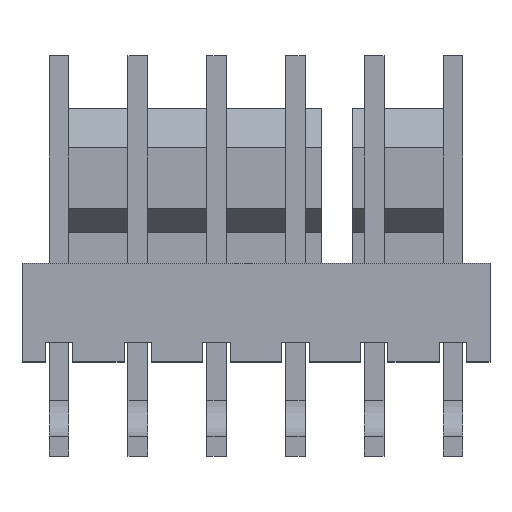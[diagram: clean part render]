
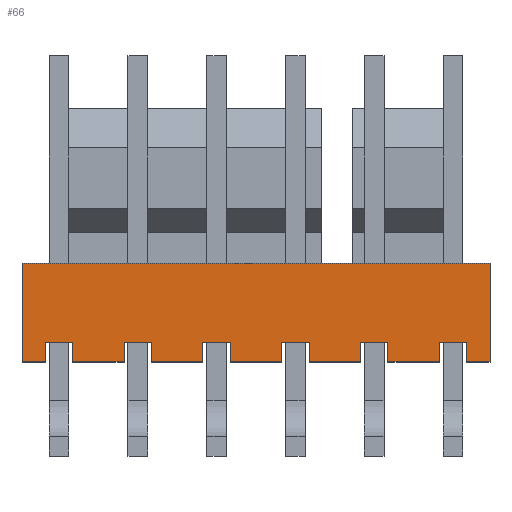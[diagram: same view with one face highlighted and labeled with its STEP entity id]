
A CAD part, top view. The second image highlights one B-rep face of the part: STEP entity #66.
In plain terms, the highlighted planar face has unit normal (0, 0, 1).
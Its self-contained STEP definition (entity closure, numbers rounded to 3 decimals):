
#66=ADVANCED_FACE('',(#219),#220,.T.);
#219=FACE_OUTER_BOUND('',#521,.T.);
#220=PLANE('',#522);
#521=EDGE_LOOP('',(#831,#832,#833,#834,#835,#836,#837,#838,#839,#840,#841,#842,#843,#844,#845,#846,#847,#848,#849,#850,#851,#852,#853,#854,#855,#856,#857,#858));
#522=AXIS2_PLACEMENT_3D('',#859,#860,#861);
#831=ORIENTED_EDGE('',*,*,#1986,.F.);
#832=ORIENTED_EDGE('',*,*,#1987,.F.);
#833=ORIENTED_EDGE('',*,*,#1988,.T.);
#834=ORIENTED_EDGE('',*,*,#1989,.F.);
#835=ORIENTED_EDGE('',*,*,#1990,.F.);
#836=ORIENTED_EDGE('',*,*,#1981,.T.);
#837=ORIENTED_EDGE('',*,*,#1991,.T.);
#838=ORIENTED_EDGE('',*,*,#1992,.T.);
#839=ORIENTED_EDGE('',*,*,#1993,.F.);
#840=ORIENTED_EDGE('',*,*,#1994,.F.);
#841=ORIENTED_EDGE('',*,*,#1995,.T.);
#842=ORIENTED_EDGE('',*,*,#1996,.T.);
#843=ORIENTED_EDGE('',*,*,#1997,.F.);
#844=ORIENTED_EDGE('',*,*,#1998,.F.);
#845=ORIENTED_EDGE('',*,*,#1999,.T.);
#846=ORIENTED_EDGE('',*,*,#2000,.T.);
#847=ORIENTED_EDGE('',*,*,#2001,.F.);
#848=ORIENTED_EDGE('',*,*,#2002,.F.);
#849=ORIENTED_EDGE('',*,*,#2003,.T.);
#850=ORIENTED_EDGE('',*,*,#2004,.T.);
#851=ORIENTED_EDGE('',*,*,#2005,.F.);
#852=ORIENTED_EDGE('',*,*,#2006,.F.);
#853=ORIENTED_EDGE('',*,*,#2007,.T.);
#854=ORIENTED_EDGE('',*,*,#2008,.T.);
#855=ORIENTED_EDGE('',*,*,#2009,.F.);
#856=ORIENTED_EDGE('',*,*,#2010,.F.);
#857=ORIENTED_EDGE('',*,*,#2011,.T.);
#858=ORIENTED_EDGE('',*,*,#2012,.T.);
#859=CARTESIAN_POINT('',(-7.544,1.588,3.175));
#860=DIRECTION('',(0.0,0.0,1.0));
#861=DIRECTION('',(1.0,0.0,0.0));
#1981=EDGE_CURVE('',#2381,#2385,#2387,.T.);
#1986=EDGE_CURVE('',#2396,#2397,#2398,.T.);
#1987=EDGE_CURVE('',#2399,#2396,#2400,.T.);
#1988=EDGE_CURVE('',#2399,#2401,#2402,.T.);
#1989=EDGE_CURVE('',#2403,#2401,#2404,.T.);
#1990=EDGE_CURVE('',#2381,#2403,#2405,.T.);
#1991=EDGE_CURVE('',#2385,#2406,#2407,.T.);
#1992=EDGE_CURVE('',#2406,#2408,#2409,.T.);
#1993=EDGE_CURVE('',#2410,#2408,#2411,.T.);
#1994=EDGE_CURVE('',#2412,#2410,#2413,.T.);
#1995=EDGE_CURVE('',#2412,#2414,#2415,.T.);
#1996=EDGE_CURVE('',#2414,#2416,#2417,.T.);
#1997=EDGE_CURVE('',#2418,#2416,#2419,.T.);
#1998=EDGE_CURVE('',#2420,#2418,#2421,.T.);
#1999=EDGE_CURVE('',#2420,#2422,#2423,.T.);
#2000=EDGE_CURVE('',#2422,#2424,#2425,.T.);
#2001=EDGE_CURVE('',#2426,#2424,#2427,.T.);
#2002=EDGE_CURVE('',#2428,#2426,#2429,.T.);
#2003=EDGE_CURVE('',#2428,#2430,#2431,.T.);
#2004=EDGE_CURVE('',#2430,#2432,#2433,.T.);
#2005=EDGE_CURVE('',#2434,#2432,#2435,.T.);
#2006=EDGE_CURVE('',#2436,#2434,#2437,.T.);
#2007=EDGE_CURVE('',#2436,#2438,#2439,.T.);
#2008=EDGE_CURVE('',#2438,#2440,#2441,.T.);
#2009=EDGE_CURVE('',#2442,#2440,#2443,.T.);
#2010=EDGE_CURVE('',#2444,#2442,#2445,.T.);
#2011=EDGE_CURVE('',#2444,#2446,#2447,.T.);
#2012=EDGE_CURVE('',#2446,#2397,#2448,.T.);
#2381=VERTEX_POINT('',#2991);
#2385=VERTEX_POINT('',#2997);
#2387=LINE('',#3000,#3001);
#2396=VERTEX_POINT('',#3014);
#2397=VERTEX_POINT('',#3015);
#2398=LINE('',#3016,#3017);
#2399=VERTEX_POINT('',#3018);
#2400=LINE('',#3019,#3020);
#2401=VERTEX_POINT('',#3021);
#2402=LINE('',#3022,#3023);
#2403=VERTEX_POINT('',#3024);
#2404=LINE('',#3025,#3026);
#2405=LINE('',#3027,#3028);
#2406=VERTEX_POINT('',#3029);
#2407=LINE('',#3030,#3031);
#2408=VERTEX_POINT('',#3032);
#2409=LINE('',#3033,#3034);
#2410=VERTEX_POINT('',#3035);
#2411=LINE('',#3036,#3037);
#2412=VERTEX_POINT('',#3038);
#2413=LINE('',#3039,#3040);
#2414=VERTEX_POINT('',#3041);
#2415=LINE('',#3042,#3043);
#2416=VERTEX_POINT('',#3044);
#2417=LINE('',#3045,#3046);
#2418=VERTEX_POINT('',#3047);
#2419=LINE('',#3048,#3049);
#2420=VERTEX_POINT('',#3050);
#2421=LINE('',#3051,#3052);
#2422=VERTEX_POINT('',#3053);
#2423=LINE('',#3054,#3055);
#2424=VERTEX_POINT('',#3056);
#2425=LINE('',#3057,#3058);
#2426=VERTEX_POINT('',#3059);
#2427=LINE('',#3060,#3061);
#2428=VERTEX_POINT('',#3062);
#2429=LINE('',#3063,#3064);
#2430=VERTEX_POINT('',#3065);
#2431=LINE('',#3066,#3067);
#2432=VERTEX_POINT('',#3068);
#2433=LINE('',#3069,#3070);
#2434=VERTEX_POINT('',#3071);
#2435=LINE('',#3072,#3073);
#2436=VERTEX_POINT('',#3074);
#2437=LINE('',#3075,#3076);
#2438=VERTEX_POINT('',#3077);
#2439=LINE('',#3078,#3079);
#2440=VERTEX_POINT('',#3080);
#2441=LINE('',#3081,#3082);
#2442=VERTEX_POINT('',#3083);
#2443=LINE('',#3084,#3085);
#2444=VERTEX_POINT('',#3086);
#2445=LINE('',#3087,#3088);
#2446=VERTEX_POINT('',#3089);
#2447=LINE('',#3090,#3091);
#2448=LINE('',#3092,#3093);
#2991=CARTESIAN_POINT('',(-7.544,1.588,3.175));
#2997=CARTESIAN_POINT('',(-7.544,-1.588,3.175));
#3000=CARTESIAN_POINT('',(-7.544,1.588,3.175));
#3001=VECTOR('',#3945,3.175);
#3014=CARTESIAN_POINT('',(6.795,-0.953,3.175));
#3015=CARTESIAN_POINT('',(5.906,-0.953,3.175));
#3016=CARTESIAN_POINT('',(6.795,-0.953,3.175));
#3017=VECTOR('',#3950,0.889);
#3018=CARTESIAN_POINT('',(6.795,-1.588,3.175));
#3019=CARTESIAN_POINT('',(6.795,-1.588,3.175));
#3020=VECTOR('',#3951,0.635);
#3021=CARTESIAN_POINT('',(7.544,-1.588,3.175));
#3022=CARTESIAN_POINT('',(6.795,-1.588,3.175));
#3023=VECTOR('',#3952,0.749);
#3024=CARTESIAN_POINT('',(7.544,1.588,3.175));
#3025=CARTESIAN_POINT('',(7.544,1.588,3.175));
#3026=VECTOR('',#3953,3.175);
#3027=CARTESIAN_POINT('',(-7.544,1.588,3.175));
#3028=VECTOR('',#3954,15.088);
#3029=CARTESIAN_POINT('',(-6.795,-1.588,3.175));
#3030=CARTESIAN_POINT('',(-7.544,-1.588,3.175));
#3031=VECTOR('',#3955,0.749);
#3032=CARTESIAN_POINT('',(-6.795,-0.953,3.175));
#3033=CARTESIAN_POINT('',(-6.795,-1.588,3.175));
#3034=VECTOR('',#3956,0.635);
#3035=CARTESIAN_POINT('',(-5.906,-0.953,3.175));
#3036=CARTESIAN_POINT('',(-5.906,-0.953,3.175));
#3037=VECTOR('',#3957,0.889);
#3038=CARTESIAN_POINT('',(-5.906,-1.588,3.175));
#3039=CARTESIAN_POINT('',(-5.906,-1.588,3.175));
#3040=VECTOR('',#3958,0.635);
#3041=CARTESIAN_POINT('',(-4.255,-1.588,3.175));
#3042=CARTESIAN_POINT('',(-5.906,-1.588,3.175));
#3043=VECTOR('',#3959,1.651);
#3044=CARTESIAN_POINT('',(-4.255,-0.953,3.175));
#3045=CARTESIAN_POINT('',(-4.255,-1.588,3.175));
#3046=VECTOR('',#3960,0.635);
#3047=CARTESIAN_POINT('',(-3.366,-0.953,3.175));
#3048=CARTESIAN_POINT('',(-3.366,-0.953,3.175));
#3049=VECTOR('',#3961,0.889);
#3050=CARTESIAN_POINT('',(-3.366,-1.588,3.175));
#3051=CARTESIAN_POINT('',(-3.366,-1.588,3.175));
#3052=VECTOR('',#3962,0.635);
#3053=CARTESIAN_POINT('',(-1.715,-1.588,3.175));
#3054=CARTESIAN_POINT('',(-3.366,-1.588,3.175));
#3055=VECTOR('',#3963,1.651);
#3056=CARTESIAN_POINT('',(-1.715,-0.953,3.175));
#3057=CARTESIAN_POINT('',(-1.715,-1.588,3.175));
#3058=VECTOR('',#3964,0.635);
#3059=CARTESIAN_POINT('',(-0.826,-0.953,3.175));
#3060=CARTESIAN_POINT('',(-0.826,-0.953,3.175));
#3061=VECTOR('',#3965,0.889);
#3062=CARTESIAN_POINT('',(-0.826,-1.588,3.175));
#3063=CARTESIAN_POINT('',(-0.826,-1.588,3.175));
#3064=VECTOR('',#3966,0.635);
#3065=CARTESIAN_POINT('',(0.826,-1.588,3.175));
#3066=CARTESIAN_POINT('',(-0.826,-1.588,3.175));
#3067=VECTOR('',#3967,1.651);
#3068=CARTESIAN_POINT('',(0.826,-0.953,3.175));
#3069=CARTESIAN_POINT('',(0.826,-1.588,3.175));
#3070=VECTOR('',#3968,0.635);
#3071=CARTESIAN_POINT('',(1.715,-0.953,3.175));
#3072=CARTESIAN_POINT('',(1.715,-0.953,3.175));
#3073=VECTOR('',#3969,0.889);
#3074=CARTESIAN_POINT('',(1.715,-1.588,3.175));
#3075=CARTESIAN_POINT('',(1.715,-1.588,3.175));
#3076=VECTOR('',#3970,0.635);
#3077=CARTESIAN_POINT('',(3.366,-1.588,3.175));
#3078=CARTESIAN_POINT('',(1.715,-1.588,3.175));
#3079=VECTOR('',#3971,1.651);
#3080=CARTESIAN_POINT('',(3.366,-0.953,3.175));
#3081=CARTESIAN_POINT('',(3.366,-1.588,3.175));
#3082=VECTOR('',#3972,0.635);
#3083=CARTESIAN_POINT('',(4.255,-0.953,3.175));
#3084=CARTESIAN_POINT('',(4.255,-0.953,3.175));
#3085=VECTOR('',#3973,0.889);
#3086=CARTESIAN_POINT('',(4.255,-1.588,3.175));
#3087=CARTESIAN_POINT('',(4.255,-1.588,3.175));
#3088=VECTOR('',#3974,0.635);
#3089=CARTESIAN_POINT('',(5.906,-1.588,3.175));
#3090=CARTESIAN_POINT('',(4.255,-1.588,3.175));
#3091=VECTOR('',#3975,1.651);
#3092=CARTESIAN_POINT('',(5.906,-1.588,3.175));
#3093=VECTOR('',#3976,0.635);
#3945=DIRECTION('',(0.0,-1.0,0.0));
#3950=DIRECTION('',(-1.0,0.0,0.0));
#3951=DIRECTION('',(0.0,1.0,0.0));
#3952=DIRECTION('',(1.0,0.0,0.0));
#3953=DIRECTION('',(0.0,-1.0,0.0));
#3954=DIRECTION('',(1.0,0.0,0.0));
#3955=DIRECTION('',(1.0,0.0,0.0));
#3956=DIRECTION('',(0.0,1.0,0.0));
#3957=DIRECTION('',(-1.0,0.0,0.0));
#3958=DIRECTION('',(0.0,1.0,0.0));
#3959=DIRECTION('',(1.0,0.0,0.0));
#3960=DIRECTION('',(0.0,1.0,0.0));
#3961=DIRECTION('',(-1.0,0.0,0.0));
#3962=DIRECTION('',(0.0,1.0,0.0));
#3963=DIRECTION('',(1.0,0.0,0.0));
#3964=DIRECTION('',(0.0,1.0,0.0));
#3965=DIRECTION('',(-1.0,0.0,0.0));
#3966=DIRECTION('',(0.0,1.0,0.0));
#3967=DIRECTION('',(1.0,0.0,0.0));
#3968=DIRECTION('',(0.0,1.0,0.0));
#3969=DIRECTION('',(-1.0,0.0,0.0));
#3970=DIRECTION('',(0.0,1.0,0.0));
#3971=DIRECTION('',(1.0,0.0,0.0));
#3972=DIRECTION('',(0.0,1.0,0.0));
#3973=DIRECTION('',(-1.0,0.0,0.0));
#3974=DIRECTION('',(0.0,1.0,0.0));
#3975=DIRECTION('',(1.0,0.0,0.0));
#3976=DIRECTION('',(0.0,1.0,0.0));
